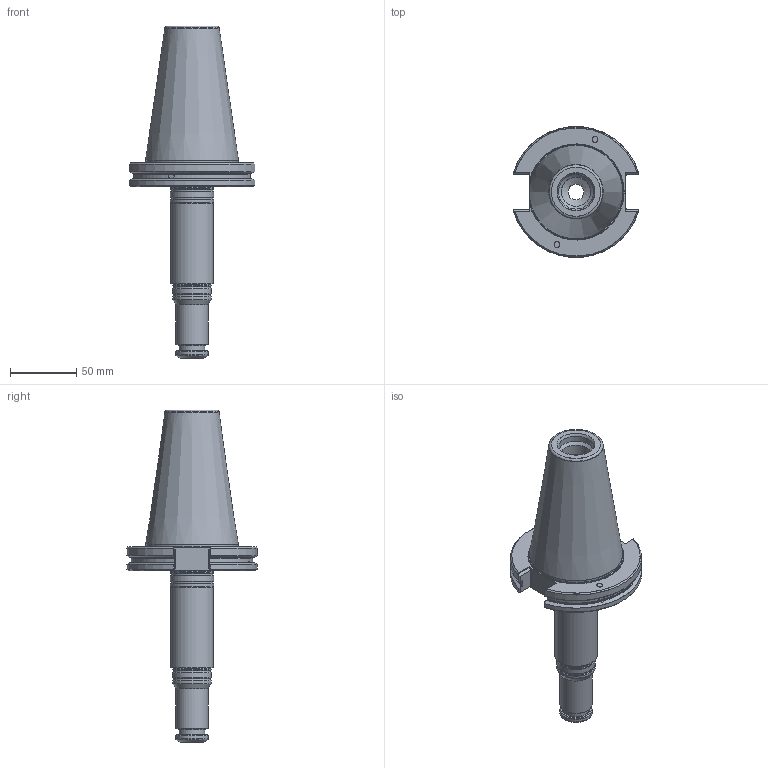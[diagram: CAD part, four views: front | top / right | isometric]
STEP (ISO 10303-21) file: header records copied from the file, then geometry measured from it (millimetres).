
FILE_DESCRIPTION(/* description */ (''),/* implementation_level */ '2;1');
FILE_NAME(/* name */ '435071576.stp',/* time_stamp */ '2021-01-12T12:05:34',/* author */ ('LRA'),/* organization */ ('REGO-FIX'),/* preprocessor_version */ ' Unknown',/* originating_system */ 'SIEMENS PLM Software Solid Edge ST10',/* authorization */ 'Unknown');
FILE_SCHEMA (('AUTOMOTIVE_DESIGN { 1 0 10303 214 2 1 1}'));
Length unit declared in the file: millimetre
Products named in the file (1): NOCUT
Bounding box: 94.65 x 98.36 x 249.9 mm (x, y, z)
Volume: 789463.8 mm3; surface area: 124583.7 mm2
Topology: 2 solids, 2 shells, 284 faces, 725 edges, 454 vertices
Faces by surface type: plane 107, cone 73, cylinder 70, torus 34
Full cylindrical faces by diameter (mm): 3.242 x6, 3.9 x2, 4.5 x2, 12 x4, 15 x2, 19.5 x2, 21.963 x4, 24 x2, 24.3 x2, 26.1 x1, 26.4 x1, 28.5 x3, 28.8 x3, 32 x3, 32.3 x3, 32.5 x3, 32.8 x3, 69.25 x2
Entity records: 9876 total; most frequent: CARTESIAN_POINT 1846, DIRECTION 1212, ORIENTED_EDGE 1116, EDGE_CURVE 558, AXIS2_PLACEMENT_3D 504, FACE_BOUND 436, EDGE_LOOP 432, VERTEX_POINT 418
